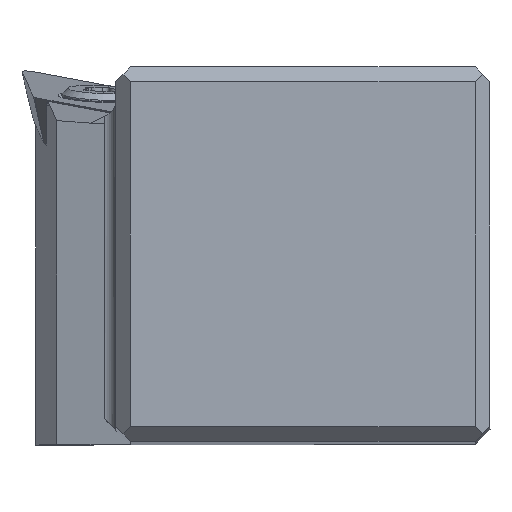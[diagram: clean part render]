
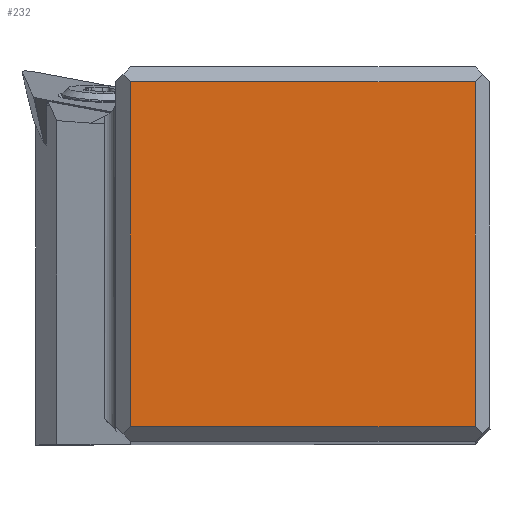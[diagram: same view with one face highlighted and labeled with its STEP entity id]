
A CAD part, top view. The second image highlights one B-rep face of the part: STEP entity #232.
In plain terms, the highlighted planar face has unit normal (0, 0, 1).
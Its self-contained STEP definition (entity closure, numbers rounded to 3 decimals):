
#151=FACE_OUTER_BOUND('',#373,.T.);
#232=ADVANCED_FACE('',(#151),#302,.T.);
#302=PLANE('',#1793);
#373=EDGE_LOOP('',(#677,#678,#679,#680));
#677=ORIENTED_EDGE('',*,*,#1156,.F.);
#678=ORIENTED_EDGE('',*,*,#1157,.T.);
#679=ORIENTED_EDGE('',*,*,#1158,.T.);
#680=ORIENTED_EDGE('',*,*,#1094,.F.);
#922=VERTEX_POINT('',#2510);
#923=VERTEX_POINT('',#2512);
#959=VERTEX_POINT('',#2634);
#960=VERTEX_POINT('',#2638);
#1094=EDGE_CURVE('',#922,#923,#1416,.T.);
#1156=EDGE_CURVE('',#959,#922,#1472,.T.);
#1157=EDGE_CURVE('',#959,#960,#1473,.T.);
#1158=EDGE_CURVE('',#960,#923,#1474,.T.);
#1416=LINE('',#2511,#1563);
#1472=LINE('',#2635,#1619);
#1473=LINE('',#2637,#1620);
#1474=LINE('',#2639,#1621);
#1563=VECTOR('',#2042,1.);
#1619=VECTOR('',#2160,1.);
#1620=VECTOR('',#2163,1.);
#1621=VECTOR('',#2164,1.);
#1793=AXIS2_PLACEMENT_3D('',#2640,#2165,#2166);
#2042=DIRECTION('',(-1.,0.,0.));
#2160=DIRECTION('',(0.,-1.,0.));
#2163=DIRECTION('',(-1.,0.,0.));
#2164=DIRECTION('',(0.,-1.,0.));
#2165=DIRECTION('',(0.,0.,1.));
#2166=DIRECTION('',(-1.,0.,0.));
#2510=CARTESIAN_POINT('',(-1.,1.,0.));
#2511=CARTESIAN_POINT('',(-1.,1.,0.));
#2512=CARTESIAN_POINT('',(-24.4,1.,0.));
#2634=CARTESIAN_POINT('',(-1.,24.4,0.));
#2635=CARTESIAN_POINT('',(-1.,24.4,0.));
#2637=CARTESIAN_POINT('',(-1.,24.4,0.));
#2638=CARTESIAN_POINT('',(-24.4,24.4,0.));
#2639=CARTESIAN_POINT('',(-24.4,24.4,0.));
#2640=CARTESIAN_POINT('',(-12.7,12.7,0.));
